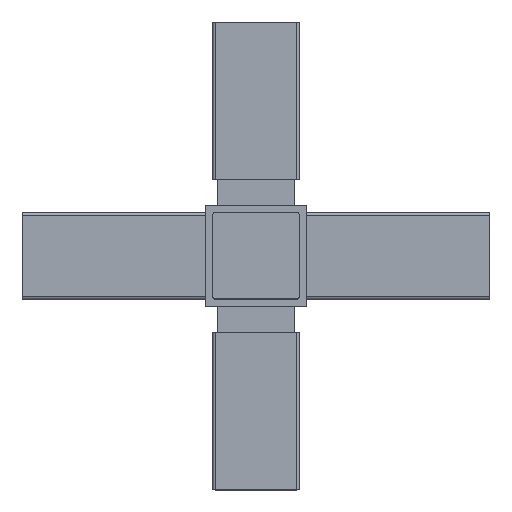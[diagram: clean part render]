
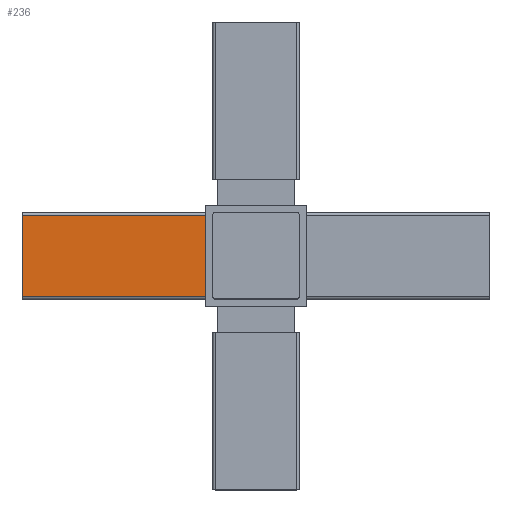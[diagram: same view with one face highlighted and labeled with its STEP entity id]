
A CAD part, top view. The second image highlights one B-rep face of the part: STEP entity #236.
In plain terms, the highlighted planar face has unit normal (0, 0, 1).
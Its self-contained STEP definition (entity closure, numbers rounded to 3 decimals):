
#236 = ADVANCED_FACE( '', ( #488 ), #489, .F. );
#488 = FACE_OUTER_BOUND( '', #745, .T. );
#489 = PLANE( '', #746 );
#745 = EDGE_LOOP( '', ( #1393, #1394, #1395, #1396 ) );
#746 = AXIS2_PLACEMENT_3D( '', #1397, #1398, #1399 );
#1393 = ORIENTED_EDGE( '', *, *, #1626, .F. );
#1394 = ORIENTED_EDGE( '', *, *, #1609, .T. );
#1395 = ORIENTED_EDGE( '', *, *, #1773, .T. );
#1396 = ORIENTED_EDGE( '', *, *, #1782, .T. );
#1397 = CARTESIAN_POINT( '', ( 46., 8., 8.5 ) );
#1398 = DIRECTION( '', ( 0., 0., -1. ) );
#1399 = DIRECTION( '', ( -1., 0., 0. ) );
#1609 = EDGE_CURVE( '', #1961, #1962, #1963, .T. );
#1626 = EDGE_CURVE( '', #1961, #1991, #1992, .T. );
#1773 = EDGE_CURVE( '', #1962, #2191, #2192, .T. );
#1782 = EDGE_CURVE( '', #2191, #1991, #2202, .T. );
#1961 = VERTEX_POINT( '', #2440 );
#1962 = VERTEX_POINT( '', #2441 );
#1963 = LINE( '', #2442, #2443 );
#1991 = VERTEX_POINT( '', #2481 );
#1992 = LINE( '', #2482, #2483 );
#2191 = VERTEX_POINT( '', #2760 );
#2192 = LINE( '', #2761, #2762 );
#2202 = LINE( '', #2774, #2775 );
#2440 = CARTESIAN_POINT( '', ( -10., -8., 8.5 ) );
#2441 = CARTESIAN_POINT( '', ( -10., 8., 8.5 ) );
#2442 = CARTESIAN_POINT( '', ( -10., 10., 8.5 ) );
#2443 = VECTOR( '', #2906, 1000. );
#2481 = CARTESIAN_POINT( '', ( -46., -8., 8.5 ) );
#2482 = CARTESIAN_POINT( '', ( 46., -8., 8.5 ) );
#2483 = VECTOR( '', #2929, 1000. );
#2760 = CARTESIAN_POINT( '', ( -46., 8., 8.5 ) );
#2761 = CARTESIAN_POINT( '', ( 46., 8., 8.5 ) );
#2762 = VECTOR( '', #3077, 1000. );
#2774 = CARTESIAN_POINT( '', ( -46., 8., 8.5 ) );
#2775 = VECTOR( '', #3089, 1000. );
#2906 = DIRECTION( '', ( 0., 1., 0. ) );
#2929 = DIRECTION( '', ( -1., 0., 0. ) );
#3077 = DIRECTION( '', ( -1., 0., 0. ) );
#3089 = DIRECTION( '', ( 0., -1., 0. ) );
